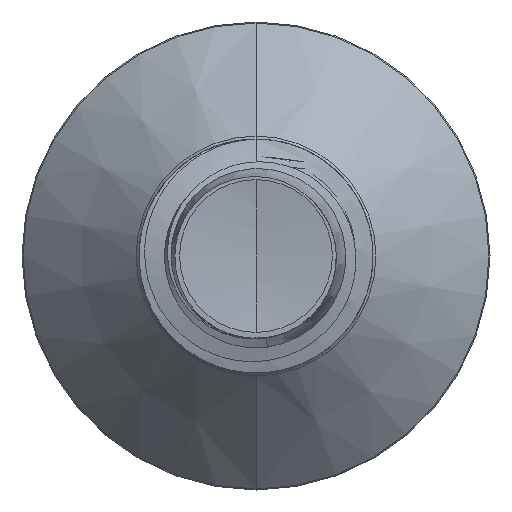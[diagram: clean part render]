
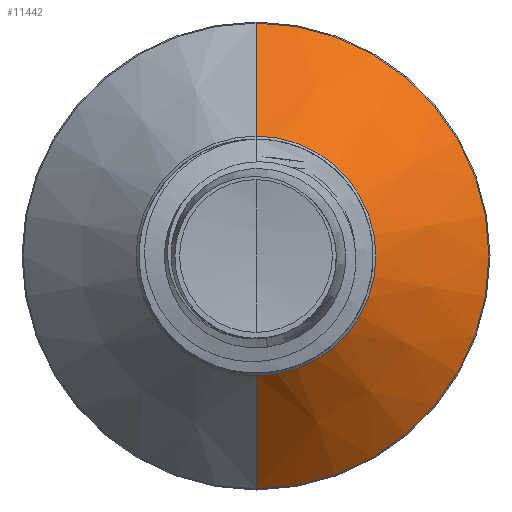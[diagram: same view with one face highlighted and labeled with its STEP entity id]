
A CAD part, front view. The second image highlights one B-rep face of the part: STEP entity #11442.
In plain terms, the highlighted conical face has half-angle 45 degrees and reference radius 2.563 mm.
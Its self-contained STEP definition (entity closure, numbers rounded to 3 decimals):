
#560 = LINE ( 'NONE', #8823, #8597 ) ;
#2533 = VERTEX_POINT ( 'NONE', #33942 ) ;
#3073 = DIRECTION ( 'NONE',  ( 0., 1., 0. ) ) ;
#5095 = DIRECTION ( 'NONE',  ( 0., 0.707, 0.707 ) ) ;
#8466 = VERTEX_POINT ( 'NONE', #18655 ) ;
#8597 = VECTOR ( 'NONE', #27734, 1000. ) ;
#8823 = CARTESIAN_POINT ( 'NONE',  ( 0., 21.813, -2.563 ) ) ;
#11130 = AXIS2_PLACEMENT_3D ( 'NONE', #16131, #34832, #18846 ) ;
#11442 = ADVANCED_FACE ( 'NONE', ( #18568 ), #24796, .T. ) ;
#11724 = VECTOR ( 'NONE', #5095, 1000. ) ;
#12357 = VERTEX_POINT ( 'NONE', #17098 ) ;
#12413 = EDGE_CURVE ( 'NONE', #8466, #12357, #560, .T. ) ;
#13178 = VERTEX_POINT ( 'NONE', #23453 ) ;
#14207 = EDGE_CURVE ( 'NONE', #13178, #2533, #34831, .T. ) ;
#15058 = DIRECTION ( 'NONE',  ( 0., 1., 0. ) ) ;
#16131 = CARTESIAN_POINT ( 'NONE',  ( 0., 24.228, 0. ) ) ;
#16762 = ORIENTED_EDGE ( 'NONE', *, *, #14207, .F. ) ;
#17098 = CARTESIAN_POINT ( 'NONE',  ( 0., 24.228, -4.978 ) ) ;
#17827 = DIRECTION ( 'NONE',  ( 0., 0., 1. ) ) ;
#18568 = FACE_OUTER_BOUND ( 'NONE', #24952, .T. ) ;
#18655 = CARTESIAN_POINT ( 'NONE',  ( 0., 21.813, -2.563 ) ) ;
#18846 = DIRECTION ( 'NONE',  ( 0., 0., 1. ) ) ;
#19689 = ORIENTED_EDGE ( 'NONE', *, *, #25008, .T. ) ;
#20096 = ORIENTED_EDGE ( 'NONE', *, *, #12413, .T. ) ;
#20550 = CARTESIAN_POINT ( 'NONE',  ( 0., 21.813, 0. ) ) ;
#22074 = CARTESIAN_POINT ( 'NONE',  ( 0., 21.813, 2.563 ) ) ;
#23204 = DIRECTION ( 'NONE',  ( 0., 0., 1. ) ) ;
#23453 = CARTESIAN_POINT ( 'NONE',  ( 0., 21.813, 2.563 ) ) ;
#24796 = CONICAL_SURFACE ( 'NONE', #26853, 2.563, 0.785 ) ;
#24952 = EDGE_LOOP ( 'NONE', ( #19689, #20096, #27112, #16762 ) ) ;
#25008 = EDGE_CURVE ( 'NONE', #13178, #8466, #29628, .T. ) ;
#26107 = EDGE_CURVE ( 'NONE', #2533, #12357, #27992, .T. ) ;
#26265 = AXIS2_PLACEMENT_3D ( 'NONE', #20550, #3073, #23204 ) ;
#26853 = AXIS2_PLACEMENT_3D ( 'NONE', #28122, #15058, #17827 ) ;
#27112 = ORIENTED_EDGE ( 'NONE', *, *, #26107, .F. ) ;
#27734 = DIRECTION ( 'NONE',  ( 0., 0.707, -0.707 ) ) ;
#27992 = CIRCLE ( 'NONE', #11130, 4.978 ) ;
#28122 = CARTESIAN_POINT ( 'NONE',  ( 0., 21.813, 0. ) ) ;
#29628 = CIRCLE ( 'NONE', #26265, 2.563 ) ;
#33942 = CARTESIAN_POINT ( 'NONE',  ( 0., 24.228, 4.978 ) ) ;
#34831 = LINE ( 'NONE', #22074, #11724 ) ;
#34832 = DIRECTION ( 'NONE',  ( 0., 1., 0. ) ) ;
